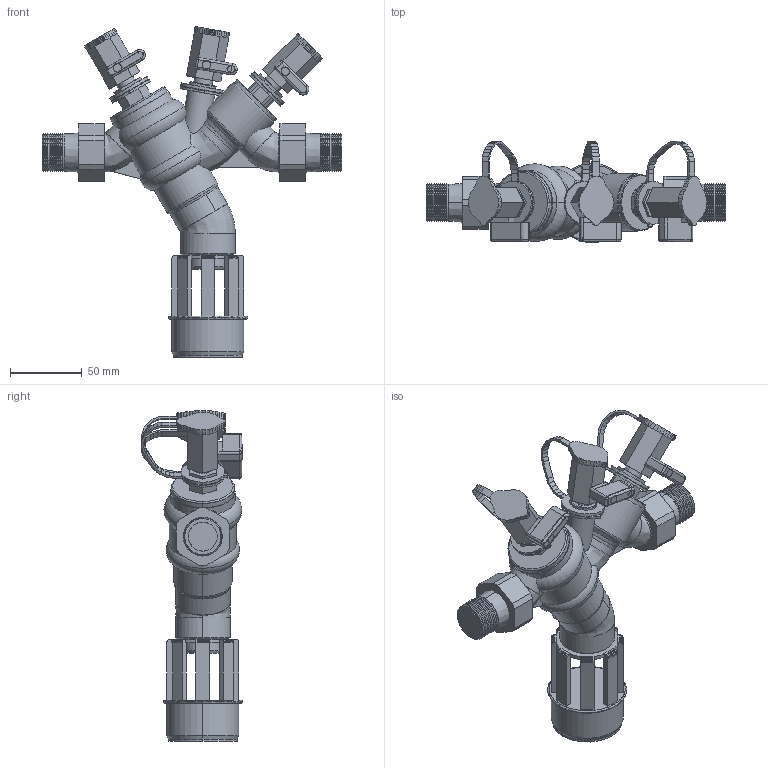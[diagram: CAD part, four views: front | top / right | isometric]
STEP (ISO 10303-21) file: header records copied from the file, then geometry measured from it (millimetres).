
FILE_DESCRIPTION(('no description'),'unknown implementation level');
FILE_NAME('Honeywell 06-2016_BA295S-3-4A_3D.stp',' ',('pit-cup GmbH'),('ccLab - KiM Gmbh - www.kimweb.de'),'unknown preprocess','ACIS','unknown authorization');
FILE_SCHEMA(('automotive_design'));
Length unit declared in the file: millimetre
Products named in the file (22): 1; 2; 3; 4; 5; 6; 7; 8; 9; 10; 11; 12; 13; 14; 15; 16; 17; 18; 19; 20; 21; 22
Bounding box: 208.4 x 70.06 x 229.9 mm (x, y, z)
Volume: 467325.6 mm3; surface area: 112282.1 mm2
Topology: 23 solids, 29 shells, 966 faces, 2533 edges, 1650 vertices
Faces by surface type: plane 653, cylinder 149, cone 104, torus 44, bspline 10, sphere 6
Entity records: 82145 total; most frequent: CARTESIAN_POINT 29121, STYLED_ITEM 5165, PRESENTATION_STYLE_ASSIGNMENT 5165, COLOUR_RGB 5165, ORIENTED_EDGE 5064, DIRECTION 4862, EDGE_CURVE 2530, CURVE_STYLE 2530
